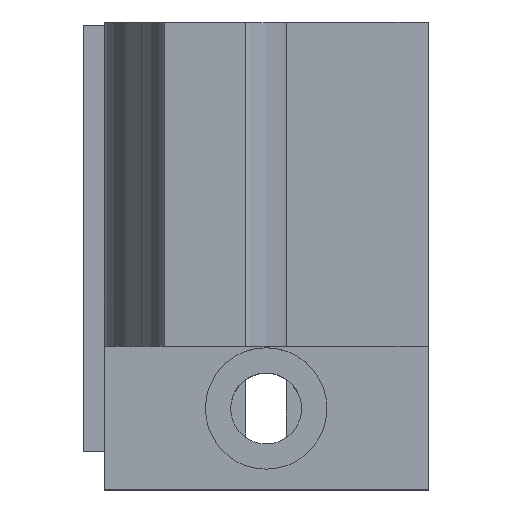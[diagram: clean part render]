
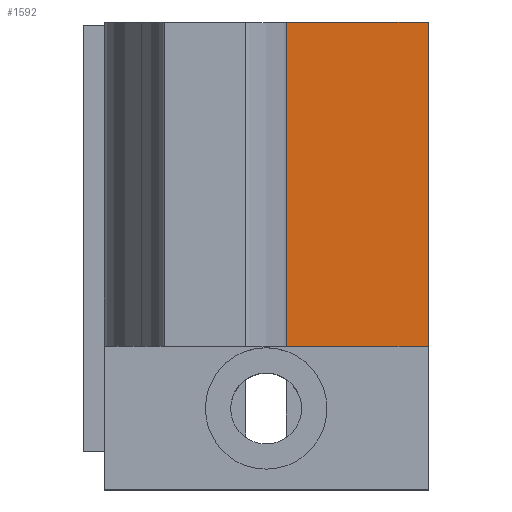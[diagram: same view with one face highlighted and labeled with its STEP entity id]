
A CAD part, top view. The second image highlights one B-rep face of the part: STEP entity #1592.
In plain terms, the highlighted planar face has unit normal (0, 0, 1).
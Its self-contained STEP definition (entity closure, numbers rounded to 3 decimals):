
#33 = VECTOR ( 'NONE', #2335, 1000. ) ;
#75 = CARTESIAN_POINT ( 'NONE',  ( 1., -12., 90. ) ) ;
#127 = DIRECTION ( 'NONE',  ( 1., 0., 0. ) ) ;
#152 = CARTESIAN_POINT ( 'NONE',  ( 8., -12., 90. ) ) ;
#173 = EDGE_CURVE ( 'NONE', #2419, #2944, #1892, .T. ) ;
#174 = DIRECTION ( 'NONE',  ( 0., 1., 0. ) ) ;
#351 = PLANE ( 'NONE',  #1418 ) ;
#536 = VERTEX_POINT ( 'NONE', #1934 ) ;
#633 = EDGE_LOOP ( 'NONE', ( #1014, #2342, #2808, #2075 ) ) ;
#651 = FACE_OUTER_BOUND ( 'NONE', #633, .T. ) ;
#686 = EDGE_CURVE ( 'NONE', #2944, #536, #2223, .T. ) ;
#708 = CARTESIAN_POINT ( 'NONE',  ( 1., -20., 90. ) ) ;
#832 = CARTESIAN_POINT ( 'NONE',  ( 8., -20., 90. ) ) ;
#906 = CARTESIAN_POINT ( 'NONE',  ( 3., -12., 90. ) ) ;
#1014 = ORIENTED_EDGE ( 'NONE', *, *, #173, .T. ) ;
#1083 = LINE ( 'NONE', #832, #2456 ) ;
#1123 = VECTOR ( 'NONE', #1658, 1000. ) ;
#1132 = DIRECTION ( 'NONE',  ( 0., 0., -1. ) ) ;
#1298 = CARTESIAN_POINT ( 'NONE',  ( -5., -12., 90. ) ) ;
#1299 = VERTEX_POINT ( 'NONE', #152 ) ;
#1418 = AXIS2_PLACEMENT_3D ( 'NONE', #1298, #1132, #3023 ) ;
#1553 = CARTESIAN_POINT ( 'NONE',  ( 1., -28., 90. ) ) ;
#1592 = ADVANCED_FACE ( 'NONE', ( #651 ), #351, .F. ) ;
#1658 = DIRECTION ( 'NONE',  ( 0., -1., 0. ) ) ;
#1782 = CARTESIAN_POINT ( 'NONE',  ( 3., -28., 90. ) ) ;
#1866 = EDGE_CURVE ( 'NONE', #2419, #1299, #3038, .T. ) ;
#1892 = LINE ( 'NONE', #708, #1123 ) ;
#1934 = CARTESIAN_POINT ( 'NONE',  ( 8., -28., 90. ) ) ;
#2075 = ORIENTED_EDGE ( 'NONE', *, *, #1866, .F. ) ;
#2148 = EDGE_CURVE ( 'NONE', #536, #1299, #1083, .T. ) ;
#2223 = LINE ( 'NONE', #1782, #2903 ) ;
#2335 = DIRECTION ( 'NONE',  ( 1., 0., 0. ) ) ;
#2342 = ORIENTED_EDGE ( 'NONE', *, *, #686, .T. ) ;
#2419 = VERTEX_POINT ( 'NONE', #75 ) ;
#2456 = VECTOR ( 'NONE', #174, 1000. ) ;
#2808 = ORIENTED_EDGE ( 'NONE', *, *, #2148, .T. ) ;
#2903 = VECTOR ( 'NONE', #127, 1000. ) ;
#2944 = VERTEX_POINT ( 'NONE', #1553 ) ;
#3023 = DIRECTION ( 'NONE',  ( 0., -1., 0. ) ) ;
#3038 = LINE ( 'NONE', #906, #33 ) ;
